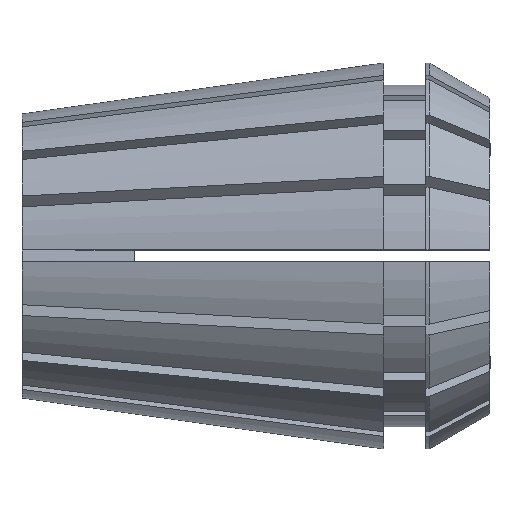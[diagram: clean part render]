
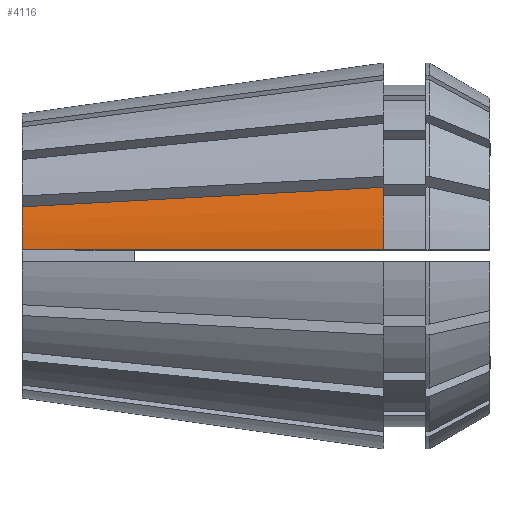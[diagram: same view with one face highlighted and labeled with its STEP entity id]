
A CAD part, top view. The second image highlights one B-rep face of the part: STEP entity #4116.
In plain terms, the highlighted conical face has half-angle 8 degrees and reference radius 16.5 mm.
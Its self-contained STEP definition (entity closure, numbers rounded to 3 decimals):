
#150 = ORIENTED_EDGE ( 'NONE', *, *, #2253, .T. ) ;
#254 = DIRECTION ( 'NONE',  ( 0., 0., -1. ) ) ;
#288 = CARTESIAN_POINT ( 'NONE',  ( 30.9, 0., 0. ) ) ;
#326 = VERTEX_POINT ( 'NONE', #2593 ) ;
#332 = CARTESIAN_POINT ( 'NONE',  ( 2.635, 0.5, 12.518 ) ) ;
#368 = FACE_OUTER_BOUND ( 'NONE', #1519, .T. ) ;
#398 = CARTESIAN_POINT ( 'NONE',  ( 0., 0.5, 12.147 ) ) ;
#426 = CARTESIAN_POINT ( 'NONE',  ( 24.391, 5.499, 14.583 ) ) ;
#656 = CIRCLE ( 'NONE', #938, 12.158 ) ;
#792 = CARTESIAN_POINT ( 'NONE',  ( 18.688, 0.5, 14.776 ) ) ;
#808 = CARTESIAN_POINT ( 'NONE',  ( 1.318, 0.5, 12.333 ) ) ;
#920 = CARTESIAN_POINT ( 'NONE',  ( 27.645, 5.674, 15.006 ) ) ;
#938 = AXIS2_PLACEMENT_3D ( 'NONE', #4485, #2551, #2571 ) ;
#960 = VERTEX_POINT ( 'NONE', #2475 ) ;
#981 = CARTESIAN_POINT ( 'NONE',  ( 21.136, 5.324, 14.16 ) ) ;
#1336 = CIRCLE ( 'NONE', #1446, 16.5 ) ;
#1423 = CARTESIAN_POINT ( 'NONE',  ( 14.091, 4.945, 13.245 ) ) ;
#1446 = AXIS2_PLACEMENT_3D ( 'NONE', #5030, #5085, #3695 ) ;
#1519 = EDGE_LOOP ( 'NONE', ( #4951, #2911, #4798, #150 ) ) ;
#1618 = AXIS2_PLACEMENT_3D ( 'NONE', #288, #5903, #254 ) ;
#1713 = CARTESIAN_POINT ( 'NONE',  ( 11.321, 0.5, 13.74 ) ) ;
#1802 = CARTESIAN_POINT ( 'NONE',  ( 30.9, 5.85, 15.429 ) ) ;
#2048 = B_SPLINE_CURVE_WITH_KNOTS ( 'NONE', 3,
 ( #3332, #3252, #1423, #981, #426, #920, #3292 ),
 .UNSPECIFIED., .F., .F.,
 ( 4, 3, 4 ),
 ( 0., 0.021, 0.031 ),
 .UNSPECIFIED. ) ;
#2194 = CARTESIAN_POINT ( 'NONE',  ( 30.9, 0.5, 16.493 ) ) ;
#2253 = EDGE_CURVE ( 'NONE', #960, #5858, #1336, .T. ) ;
#2356 = B_SPLINE_CURVE_WITH_KNOTS ( 'NONE', 3,
 ( #2194, #5511, #4119, #5490, #792, #1713, #4574, #332, #808, #2721 ),
 .UNSPECIFIED., .F., .F.,
 ( 4, 3, 3, 4 ),
 ( 0.062, 0.067, 0.089, 0.093 ),
 .UNSPECIFIED. ) ;
#2475 = CARTESIAN_POINT ( 'NONE',  ( 30.9, 0.5, 16.493 ) ) ;
#2551 = DIRECTION ( 'NONE',  ( -1., 0., 0. ) ) ;
#2571 = DIRECTION ( 'NONE',  ( 0., 0., 1. ) ) ;
#2593 = CARTESIAN_POINT ( 'NONE',  ( 0., 4.187, 11.414 ) ) ;
#2721 = CARTESIAN_POINT ( 'NONE',  ( 0., 0.5, 12.147 ) ) ;
#2838 = VERTEX_POINT ( 'NONE', #398 ) ;
#2911 = ORIENTED_EDGE ( 'NONE', *, *, #5637, .F. ) ;
#3252 = CARTESIAN_POINT ( 'NONE',  ( 7.045, 4.566, 12.33 ) ) ;
#3292 = CARTESIAN_POINT ( 'NONE',  ( 30.9, 5.85, 15.429 ) ) ;
#3332 = CARTESIAN_POINT ( 'NONE',  ( 0., 4.187, 11.414 ) ) ;
#3695 = DIRECTION ( 'NONE',  ( 0., 0., 1. ) ) ;
#4116 = ADVANCED_FACE ( 'NONE', ( #368 ), #5376, .T. ) ;
#4119 = CARTESIAN_POINT ( 'NONE',  ( 27.67, 0.5, 16.039 ) ) ;
#4485 = CARTESIAN_POINT ( 'NONE',  ( 0., 0., 0. ) ) ;
#4574 = CARTESIAN_POINT ( 'NONE',  ( 3.953, 0.5, 12.703 ) ) ;
#4798 = ORIENTED_EDGE ( 'NONE', *, *, #4807, .F. ) ;
#4807 = EDGE_CURVE ( 'NONE', #960, #2838, #2356, .T. ) ;
#4951 = ORIENTED_EDGE ( 'NONE', *, *, #5958, .F. ) ;
#5030 = CARTESIAN_POINT ( 'NONE',  ( 30.9, 0., 0. ) ) ;
#5085 = DIRECTION ( 'NONE',  ( -1., 0., 0. ) ) ;
#5376 = CONICAL_SURFACE ( 'NONE', #1618, 16.5, 0.14 ) ;
#5490 = CARTESIAN_POINT ( 'NONE',  ( 26.056, 0.5, 15.812 ) ) ;
#5511 = CARTESIAN_POINT ( 'NONE',  ( 29.285, 0.5, 16.266 ) ) ;
#5637 = EDGE_CURVE ( 'NONE', #2838, #326, #656, .T. ) ;
#5858 = VERTEX_POINT ( 'NONE', #1802 ) ;
#5903 = DIRECTION ( 'NONE',  ( 1., 0., 0. ) ) ;
#5958 = EDGE_CURVE ( 'NONE', #326, #5858, #2048, .T. ) ;
